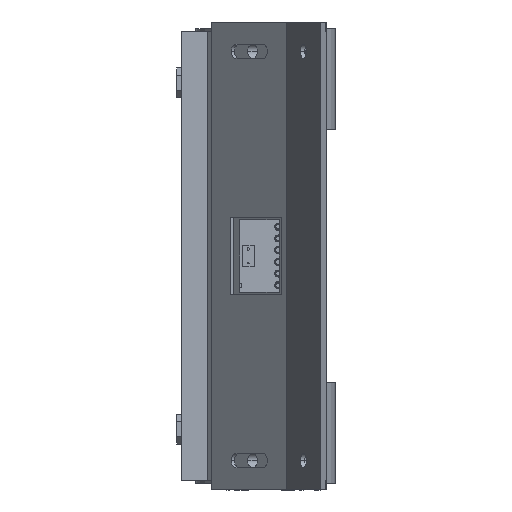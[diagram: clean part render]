
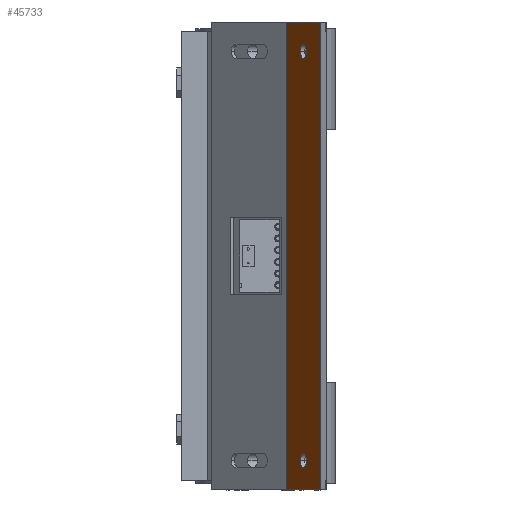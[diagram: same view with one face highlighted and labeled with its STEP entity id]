
A CAD part, left-side view. The second image highlights one B-rep face of the part: STEP entity #45733.
In plain terms, the highlighted face is planar.
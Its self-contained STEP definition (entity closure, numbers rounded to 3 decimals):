
#828 = AXIS2_PLACEMENT_3D ( 'NONE', #14186, #18272, #49563 ) ;
#1944 = LINE ( 'NONE', #5182, #5070 ) ;
#2507 = ORIENTED_EDGE ( 'NONE', *, *, #44196, .T. ) ;
#2719 = CARTESIAN_POINT ( 'NONE',  ( 43.71, 1., 1. ) ) ;
#3201 = CARTESIAN_POINT ( 'NONE',  ( -43.71, 1., -0.5 ) ) ;
#4286 = ORIENTED_EDGE ( 'NONE', *, *, #23996, .F. ) ;
#4642 = VERTEX_POINT ( 'NONE', #21036 ) ;
#5070 = VECTOR ( 'NONE', #37024, 1000. ) ;
#5182 = CARTESIAN_POINT ( 'NONE',  ( 0., 1., 8. ) ) ;
#6340 = CARTESIAN_POINT ( 'NONE',  ( -50., 1., -9. ) ) ;
#6540 = CARTESIAN_POINT ( 'NONE',  ( -50., 1., 8. ) ) ;
#6905 = AXIS2_PLACEMENT_3D ( 'NONE', #23590, #23239, #27498 ) ;
#7399 = ORIENTED_EDGE ( 'NONE', *, *, #50204, .F. ) ;
#7425 = LINE ( 'NONE', #6340, #48121 ) ;
#8873 = EDGE_CURVE ( 'NONE', #10059, #43561, #26900, .T. ) ;
#10059 = VERTEX_POINT ( 'NONE', #22031 ) ;
#10211 = DIRECTION ( 'NONE',  ( 0., 0., -1. ) ) ;
#10395 = CARTESIAN_POINT ( 'NONE',  ( 43.71, 1., -2. ) ) ;
#10911 = EDGE_CURVE ( 'NONE', #40481, #20926, #24671, .T. ) ;
#12193 = FACE_BOUND ( 'NONE', #13335, .T. ) ;
#13299 = AXIS2_PLACEMENT_3D ( 'NONE', #3201, #42688, #26915 ) ;
#13335 = EDGE_LOOP ( 'NONE', ( #39011, #4286 ) ) ;
#14186 = CARTESIAN_POINT ( 'NONE',  ( 43.71, 1., -0.5 ) ) ;
#14330 = LINE ( 'NONE', #29116, #25356 ) ;
#15038 = AXIS2_PLACEMENT_3D ( 'NONE', #42552, #15145, #38050 ) ;
#15145 = DIRECTION ( 'NONE',  ( 0., 1., 0. ) ) ;
#15261 = FACE_BOUND ( 'NONE', #50617, .T. ) ;
#17748 = DIRECTION ( 'NONE',  ( 0., 0., -1. ) ) ;
#17796 = CIRCLE ( 'NONE', #22416, 1.5 ) ;
#17838 = VERTEX_POINT ( 'NONE', #6540 ) ;
#18272 = DIRECTION ( 'NONE',  ( 0., 1., 0. ) ) ;
#20926 = VERTEX_POINT ( 'NONE', #10395 ) ;
#21036 = CARTESIAN_POINT ( 'NONE',  ( 50., 1., -9. ) ) ;
#21214 = DIRECTION ( 'NONE',  ( 0., 0., 1. ) ) ;
#22031 = CARTESIAN_POINT ( 'NONE',  ( -43.71, 1., 1. ) ) ;
#22071 = VECTOR ( 'NONE', #10211, 1000. ) ;
#22416 = AXIS2_PLACEMENT_3D ( 'NONE', #37053, #37216, #17748 ) ;
#22513 = VERTEX_POINT ( 'NONE', #36057 ) ;
#23239 = DIRECTION ( 'NONE',  ( 0., -1., 0. ) ) ;
#23590 = CARTESIAN_POINT ( 'NONE',  ( 0., 1., 0. ) ) ;
#23887 = VERTEX_POINT ( 'NONE', #44491 ) ;
#23996 = EDGE_CURVE ( 'NONE', #20926, #40481, #17796, .T. ) ;
#24671 = CIRCLE ( 'NONE', #828, 1.5 ) ;
#25356 = VECTOR ( 'NONE', #21214, 1000. ) ;
#25786 = ORIENTED_EDGE ( 'NONE', *, *, #45607, .T. ) ;
#26900 = CIRCLE ( 'NONE', #13299, 1.5 ) ;
#26915 = DIRECTION ( 'NONE',  ( 0., 0., 1. ) ) ;
#27498 = DIRECTION ( 'NONE',  ( 0., 0., -1. ) ) ;
#27734 = ORIENTED_EDGE ( 'NONE', *, *, #50707, .T. ) ;
#29116 = CARTESIAN_POINT ( 'NONE',  ( -50., 1., 9. ) ) ;
#29791 = CARTESIAN_POINT ( 'NONE',  ( 50., 1., 9. ) ) ;
#33662 = DIRECTION ( 'NONE',  ( -1., 0., 0. ) ) ;
#36057 = CARTESIAN_POINT ( 'NONE',  ( 50., 1., 8. ) ) ;
#37024 = DIRECTION ( 'NONE',  ( 1., 0., 0. ) ) ;
#37053 = CARTESIAN_POINT ( 'NONE',  ( 43.71, 1., -0.5 ) ) ;
#37060 = EDGE_LOOP ( 'NONE', ( #38755, #2507, #25786, #27734 ) ) ;
#37097 = EDGE_CURVE ( 'NONE', #23887, #17838, #14330, .T. ) ;
#37216 = DIRECTION ( 'NONE',  ( 0., 1., 0. ) ) ;
#38050 = DIRECTION ( 'NONE',  ( 0., 0., 1. ) ) ;
#38755 = ORIENTED_EDGE ( 'NONE', *, *, #37097, .T. ) ;
#39011 = ORIENTED_EDGE ( 'NONE', *, *, #10911, .F. ) ;
#40189 = ORIENTED_EDGE ( 'NONE', *, *, #8873, .F. ) ;
#40481 = VERTEX_POINT ( 'NONE', #2719 ) ;
#42552 = CARTESIAN_POINT ( 'NONE',  ( -43.71, 1., -0.5 ) ) ;
#42688 = DIRECTION ( 'NONE',  ( 0., 1., 0. ) ) ;
#43042 = LINE ( 'NONE', #29791, #22071 ) ;
#43561 = VERTEX_POINT ( 'NONE', #44355 ) ;
#44196 = EDGE_CURVE ( 'NONE', #17838, #22513, #1944, .T. ) ;
#44355 = CARTESIAN_POINT ( 'NONE',  ( -43.71, 1., -2. ) ) ;
#44491 = CARTESIAN_POINT ( 'NONE',  ( -50., 1., -9. ) ) ;
#45607 = EDGE_CURVE ( 'NONE', #22513, #4642, #43042, .T. ) ;
#45733 = ADVANCED_FACE ( 'NONE', ( #15261, #12193, #49222 ), #47208, .F. ) ;
#47208 = PLANE ( 'NONE',  #6905 ) ;
#48121 = VECTOR ( 'NONE', #33662, 1000. ) ;
#49222 = FACE_OUTER_BOUND ( 'NONE', #37060, .T. ) ;
#49486 = CIRCLE ( 'NONE', #15038, 1.5 ) ;
#49563 = DIRECTION ( 'NONE',  ( 0., 0., -1. ) ) ;
#50204 = EDGE_CURVE ( 'NONE', #43561, #10059, #49486, .T. ) ;
#50617 = EDGE_LOOP ( 'NONE', ( #40189, #7399 ) ) ;
#50707 = EDGE_CURVE ( 'NONE', #4642, #23887, #7425, .T. ) ;
